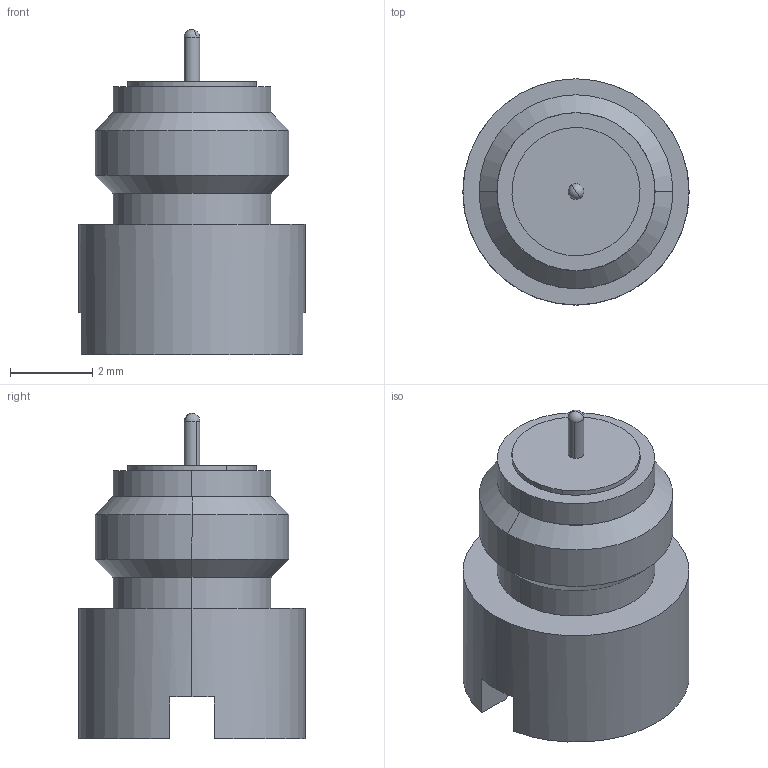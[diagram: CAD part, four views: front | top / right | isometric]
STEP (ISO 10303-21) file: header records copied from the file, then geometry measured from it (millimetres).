
FILE_DESCRIPTION (( 'STEP AP214' ), '1' );
FILE_NAME ('1211-40008.STEP', '2015-10-05T15:33:25', ( '' ), ( '' ), 'SwSTEP 2.0', 'SolidWorks 2015', '' );
FILE_SCHEMA (( 'AUTOMOTIVE_DESIGN' ));
Length unit declared in the file: inch
Products named in the file (1): 1211-40008
Bounding box: 5.51 x 5.51 x 7.92 mm (x, y, z)
Volume: 98.7 mm3; surface area: 183 mm2
Topology: 1 solids, 1 shells, 48 faces, 116 edges, 72 vertices
Faces by surface type: cylinder 20, plane 14, cone 10, sphere 4
Entity records: 2078 total; most frequent: CARTESIAN_POINT 269, DIRECTION 264, ORIENTED_EDGE 224, EDGE_CURVE 112, AXIS2_PLACEMENT_3D 111, VERTEX_POINT 72, CIRCLE 62, EDGE_LOOP 54
